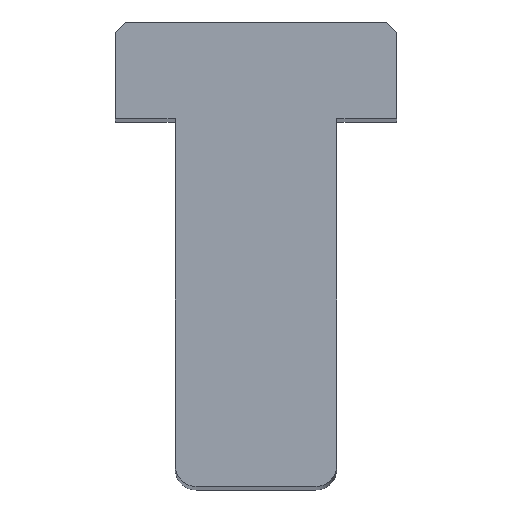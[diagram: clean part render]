
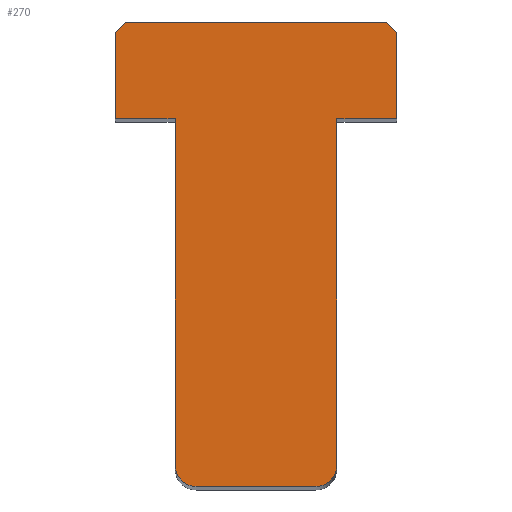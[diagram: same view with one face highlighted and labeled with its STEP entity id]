
A CAD part, top view. The second image highlights one B-rep face of the part: STEP entity #270.
In plain terms, the highlighted planar face has unit normal (0, 0, 1).
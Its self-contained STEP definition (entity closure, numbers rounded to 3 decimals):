
#26=PLANE('',#311);
#40=FACE_OUTER_BOUND('',#54,.T.);
#54=EDGE_LOOP('',(#243,#244,#245,#246,#247,#248,#249,#250,#251,#252,#253,
#254));
#59=LINE('',#397,#91);
#71=LINE('',#425,#103);
#72=LINE('',#429,#104);
#76=LINE('',#435,#108);
#77=LINE('',#438,#109);
#79=LINE('',#442,#111);
#81=LINE('',#445,#113);
#82=LINE('',#448,#114);
#84=LINE('',#452,#116);
#86=LINE('',#455,#118);
#91=VECTOR('',#326,10.);
#103=VECTOR('',#348,10.);
#104=VECTOR('',#351,10.);
#108=VECTOR('',#357,10.);
#109=VECTOR('',#360,10.);
#111=VECTOR('',#364,10.);
#113=VECTOR('',#368,10.);
#114=VECTOR('',#371,10.);
#116=VECTOR('',#375,10.);
#118=VECTOR('',#379,10.);
#119=CIRCLE('',#295,1.);
#122=CIRCLE('',#301,1.);
#123=VERTEX_POINT('',#384);
#124=VERTEX_POINT('',#385);
#128=VERTEX_POINT('',#395);
#138=VERTEX_POINT('',#419);
#139=VERTEX_POINT('',#423);
#140=VERTEX_POINT('',#427);
#141=VERTEX_POINT('',#428);
#142=VERTEX_POINT('',#433);
#143=VERTEX_POINT('',#437);
#144=VERTEX_POINT('',#441);
#145=VERTEX_POINT('',#447);
#146=VERTEX_POINT('',#451);
#147=EDGE_CURVE('',#123,#124,#119,.T.);
#153=EDGE_CURVE('',#123,#128,#59,.T.);
#164=EDGE_CURVE('',#138,#128,#122,.T.);
#167=EDGE_CURVE('',#138,#139,#71,.T.);
#168=EDGE_CURVE('',#140,#141,#72,.T.);
#172=EDGE_CURVE('',#140,#142,#76,.T.);
#173=EDGE_CURVE('',#143,#142,#77,.T.);
#175=EDGE_CURVE('',#144,#141,#79,.T.);
#177=EDGE_CURVE('',#139,#144,#81,.T.);
#178=EDGE_CURVE('',#145,#124,#82,.T.);
#180=EDGE_CURVE('',#146,#145,#84,.T.);
#182=EDGE_CURVE('',#143,#146,#86,.T.);
#243=ORIENTED_EDGE('',*,*,#147,.F.);
#244=ORIENTED_EDGE('',*,*,#153,.T.);
#245=ORIENTED_EDGE('',*,*,#164,.F.);
#246=ORIENTED_EDGE('',*,*,#167,.T.);
#247=ORIENTED_EDGE('',*,*,#177,.T.);
#248=ORIENTED_EDGE('',*,*,#175,.T.);
#249=ORIENTED_EDGE('',*,*,#168,.F.);
#250=ORIENTED_EDGE('',*,*,#172,.T.);
#251=ORIENTED_EDGE('',*,*,#173,.F.);
#252=ORIENTED_EDGE('',*,*,#182,.T.);
#253=ORIENTED_EDGE('',*,*,#180,.T.);
#254=ORIENTED_EDGE('',*,*,#178,.T.);
#270=ADVANCED_FACE('',(#40),#26,.T.);
#295=AXIS2_PLACEMENT_3D('',#386,#316,#317);
#301=AXIS2_PLACEMENT_3D('',#420,#342,#343);
#311=AXIS2_PLACEMENT_3D('',#456,#380,#381);
#316=DIRECTION('center_axis',(0.,0.,-1.));
#317=DIRECTION('ref_axis',(-0.707,-0.707,0.));
#326=DIRECTION('',(1.,0.,0.));
#342=DIRECTION('center_axis',(0.,0.,-1.));
#343=DIRECTION('ref_axis',(0.707,-0.707,0.));
#348=DIRECTION('',(0.,1.,0.));
#351=DIRECTION('',(0.707,-0.707,0.));
#357=DIRECTION('',(-1.,0.,0.));
#360=DIRECTION('',(0.707,0.707,0.));
#364=DIRECTION('',(0.,1.,0.));
#368=DIRECTION('',(1.,0.,0.));
#371=DIRECTION('',(0.,-1.,0.));
#375=DIRECTION('',(1.,0.,0.));
#379=DIRECTION('',(0.,-1.,0.));
#380=DIRECTION('center_axis',(0.,0.,1.));
#381=DIRECTION('ref_axis',(1.,0.,0.));
#384=CARTESIAN_POINT('',(3.85,-22.1,100.));
#385=CARTESIAN_POINT('',(2.85,-21.1,100.));
#386=CARTESIAN_POINT('Origin',(3.85,-21.1,100.));
#395=CARTESIAN_POINT('',(9.55,-22.1,100.));
#397=CARTESIAN_POINT('',(10.55,-22.1,100.));
#419=CARTESIAN_POINT('',(10.55,-21.1,100.));
#420=CARTESIAN_POINT('Origin',(9.55,-21.1,100.));
#423=CARTESIAN_POINT('',(10.55,-4.6,100.));
#425=CARTESIAN_POINT('',(10.55,-4.6,100.));
#427=CARTESIAN_POINT('',(12.9,0.,100.));
#428=CARTESIAN_POINT('',(13.4,-0.5,100.));
#429=CARTESIAN_POINT('',(13.886,-0.986,100.));
#433=CARTESIAN_POINT('',(0.5,0.,100.));
#435=CARTESIAN_POINT('',(0.,0.,100.));
#437=CARTESIAN_POINT('',(0.,-0.5,100.));
#438=CARTESIAN_POINT('',(-0.486,-0.986,100.));
#441=CARTESIAN_POINT('',(13.4,-4.6,100.));
#442=CARTESIAN_POINT('',(13.4,0.,100.));
#445=CARTESIAN_POINT('',(13.4,-4.6,100.));
#447=CARTESIAN_POINT('',(2.85,-4.6,100.));
#448=CARTESIAN_POINT('',(2.85,-22.1,100.));
#451=CARTESIAN_POINT('',(0.,-4.6,100.));
#452=CARTESIAN_POINT('',(2.85,-4.6,100.));
#455=CARTESIAN_POINT('',(0.,-4.6,100.));
#456=CARTESIAN_POINT('Origin',(6.7,-9.645,100.));
